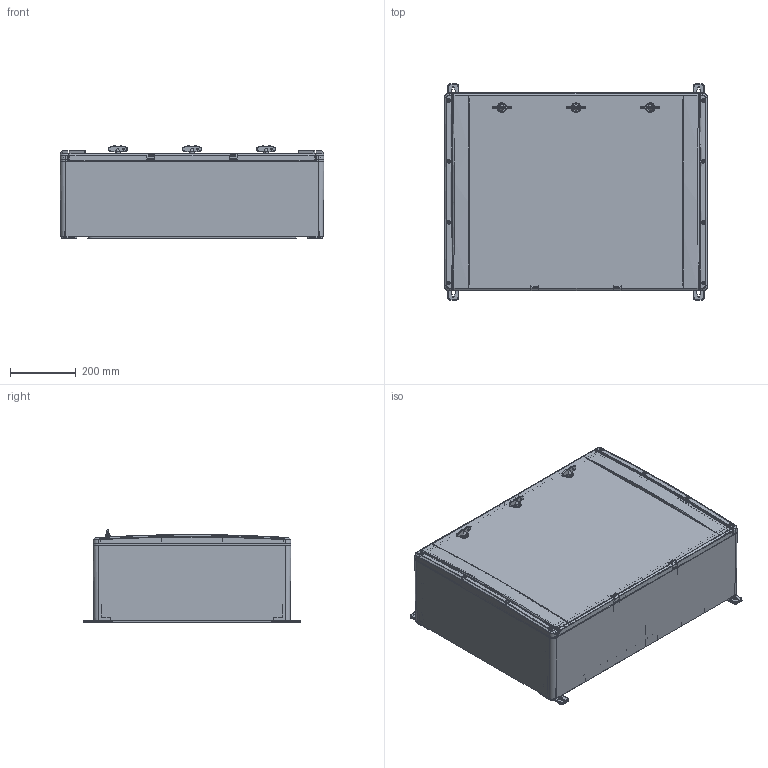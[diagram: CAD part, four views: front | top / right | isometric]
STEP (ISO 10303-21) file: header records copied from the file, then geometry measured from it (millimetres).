
FILE_DESCRIPTION(/* description */ (''),/* implementation_level */ '2;1');
FILE_NAME(/* name */ '3021.stp',/* time_stamp */ '2020-04-29T15:42:46+03:00',/* author */ (''),/* organization */ (''),/* preprocessor_version */ 'BXPPABSG800600260-F01',/* originating_system */ 'BXPPABSG800600260-F01',/* authorisation */ '');
FILE_SCHEMA (('AUTOMOTIVE_DESIGN { 1 0 10303 214 3 1 1 1 }'));
Products named in the file (1): BXPPABSG800600260-F01
Bounding box: 800 x 656.63 x 280.83 mm (x, y, z)
Volume: 12621894.4 mm3; surface area: 7284846.1 mm2
Topology: 32 solids, 32 shells, 5712 faces, 14910 edges, 9720 vertices
Faces by surface type: plane 3829, cylinder 937, cone 465, bspline 296, torus 129, sphere 56
Full cylindrical faces by diameter (mm): 2 x4, 2.999 x24, 3 x54, 3.5 x8, 4 x19, 4.5 x16, 5 x42, 7.4 x2, 8 x4, 10 x20, 10.3 x3, 13.6 x16, 14.9 x3, 15 x3, 15.5 x3, 19 x3, 25 x3, 29.3 x3
Entity records: 217690 total; most frequent: CARTESIAN_POINT 43095, ORIENTED_EDGE 28176, DIRECTION 27328, EDGE_CURVE 14088, VERTEX_POINT 9478, AXIS2_PLACEMENT_3D 9180, LINE 8968, VECTOR 8968
